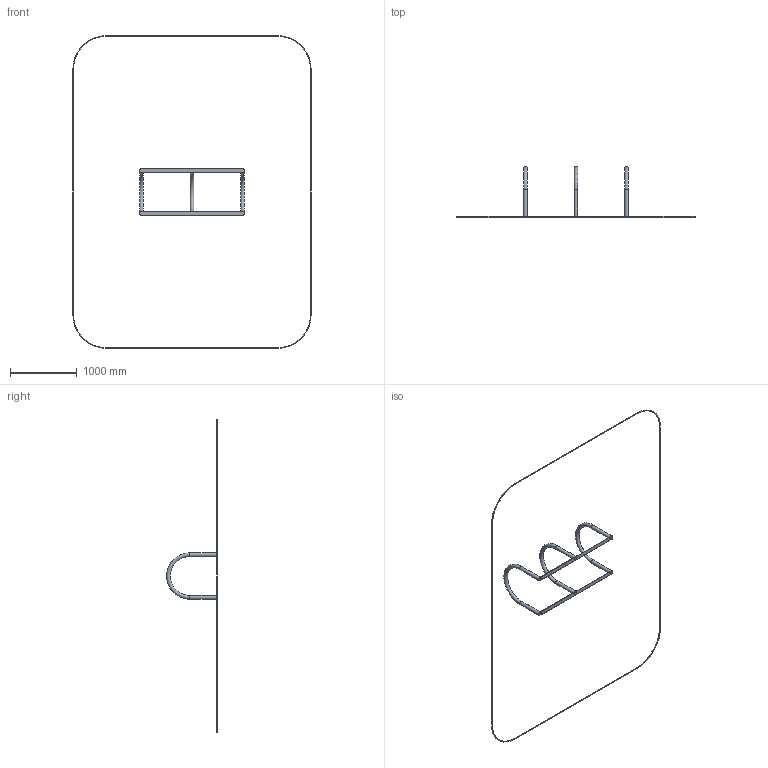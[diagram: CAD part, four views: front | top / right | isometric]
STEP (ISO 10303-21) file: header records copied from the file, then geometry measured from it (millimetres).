
FILE_DESCRIPTION(('STEP AP214'), '1');
FILE_NAME('醫鋋櫡謤鍒罻', '', ('UNSPECIFIED'), ('UNSPECIFIED'), 'C3D Converter', 'C3D Toolkit', '');
FILE_SCHEMA(('AUTOMOTIVE_DESIGN { 1 0 10303 214 3 1 1}'));
Length unit declared in the file: millimetre
Products named in the file (3): В-04-00.00.00; В-04-00.00.02-7024; В-04-00.00.01-7024
Assembly tree (5 placements, depth 2):
  В-04-00.00.00
    В-04-00.00.02-7024  x3
    В-04-00.00.01-7024  x2
Bounding box: 3577 x 763.73 x 4698 mm (x, y, z)
Volume: 5270036.2 mm3; surface area: 2880936.6 mm2
Topology: 6 solids, 6 shells, 70 faces, 146 edges, 88 vertices
Faces by surface type: plane 32, cylinder 24, cone 8, torus 6
Full cylindrical faces by diameter (mm): 51.4 x6, 57 x6
Entity records: 1649 total; most frequent: DIRECTION 208, CARTESIAN_POINT 186, ORIENTED_EDGE 168, EDGE_CURVE 84, AXIS2_PLACEMENT_3D 78, VERTEX_POINT 56, LINE 52, VECTOR 52
